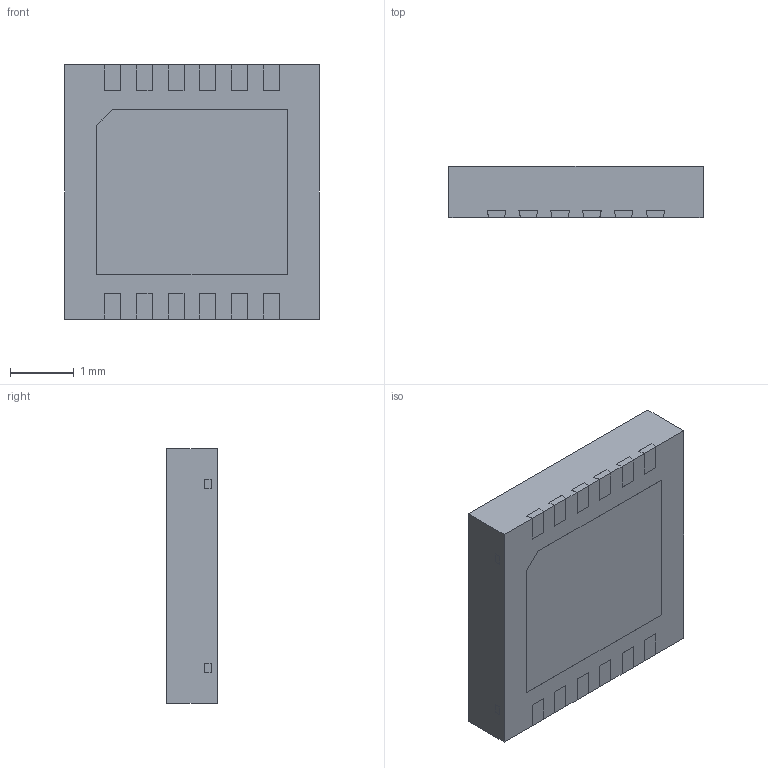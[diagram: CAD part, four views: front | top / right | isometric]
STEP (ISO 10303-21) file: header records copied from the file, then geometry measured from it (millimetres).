
FILE_DESCRIPTION (( 'STEP AP214' ), '1' );
FILE_NAME ('User Library-LP39798-2.STEP', '2021-07-03T22:57:35', ( '' ), ( '' ), 'SwSTEP 2.0', 'SolidWorks 2021', '' );
FILE_SCHEMA (( 'AUTOMOTIVE_DESIGN' ));
Length unit declared in the file: millimetre
Products named in the file (1): User Library-LP39798-2
Bounding box: 4 x 0.8 x 4 mm (x, y, z)
Surface area: 45.7 mm2 (no closed solid volume)
Topology: 0 solids, 38 shells, 242 faces, 1484 edges, 1252 vertices
Faces by surface type: plane 187, bspline 53, cylinder 2
Entity records: 16676 total; most frequent: CARTESIAN_POINT 4460, ORIENTED_EDGE 1793, EDGE_CURVE 1484, DIRECTION 1340, VERTEX_POINT 1252, VECTOR 946, LINE 946, B_SPLINE_CURVE_WITH_KNOTS 519
